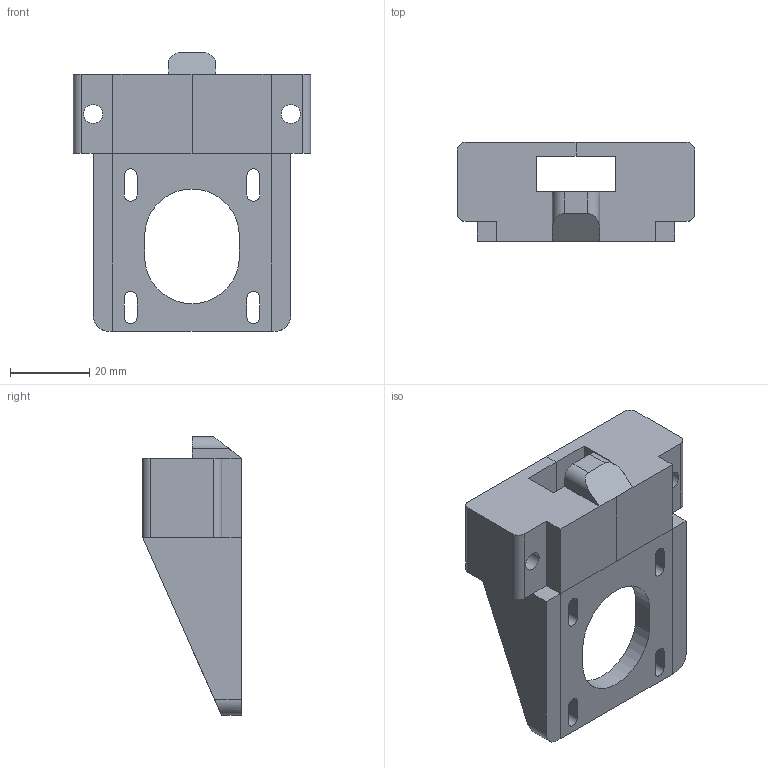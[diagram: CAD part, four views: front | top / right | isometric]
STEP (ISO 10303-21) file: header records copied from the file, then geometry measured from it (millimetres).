
FILE_DESCRIPTION(('FreeCAD Model'),'2;1');
FILE_NAME('Open CASCADE Shape Model','2025-03-14T12:54:35',(''),(''), 'Open CASCADE STEP processor 7.8','FreeCAD','Unknown');
FILE_SCHEMA(('AUTOMOTIVE_DESIGN { 1 0 10303 214 1 1 1 1 }'));
Length unit declared in the file: millimetre
Products named in the file (1): Z_bottom_belt
Bounding box: 60 x 25 x 70.5 mm (x, y, z)
Volume: 36547.1 mm3; surface area: 13773.3 mm2
Topology: 1 solids, 1 shells, 72 faces, 191 edges, 117 vertices
Faces by surface type: plane 52, cylinder 20
Full cylindrical faces by diameter (mm): 4.8 x2
Entity records: 2245 total; most frequent: ORIENTED_EDGE 382, CARTESIAN_POINT 381, DIRECTION 377, EDGE_CURVE 191, LINE 151, VECTOR 151, VERTEX_POINT 117, AXIS2_PLACEMENT_3D 113
